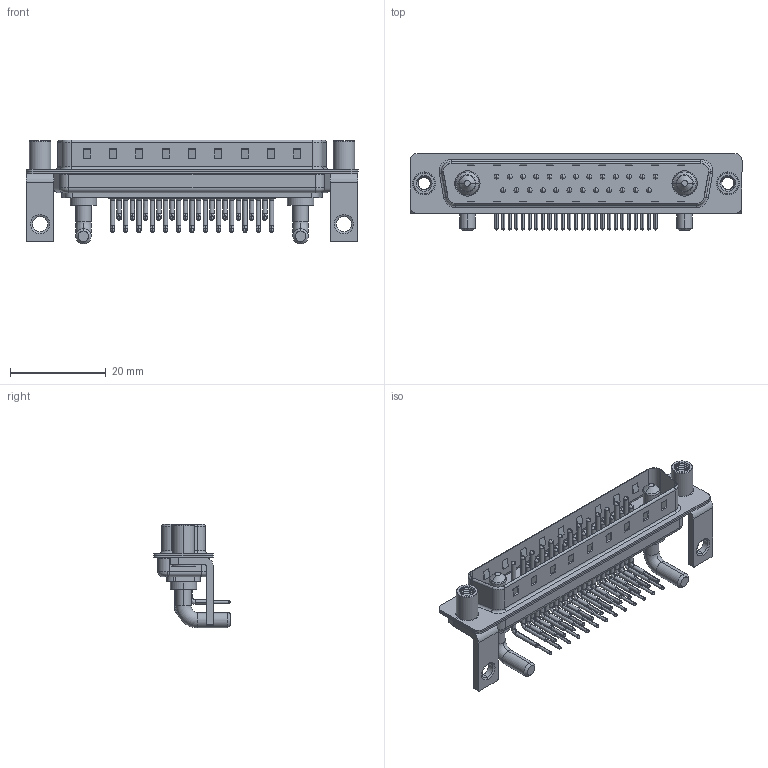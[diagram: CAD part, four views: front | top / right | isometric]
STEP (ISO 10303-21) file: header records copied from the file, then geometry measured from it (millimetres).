
FILE_DESCRIPTION (( 'STEP AP203' ), '1' );
FILE_NAME ('629-27W2640-3NE.STEP', '2022-05-16T18:25:41', ( '' ), ( '' ), 'SwSTEP 2.0', 'SolidWorks 2020', '' );
FILE_SCHEMA (( 'CONFIG_CONTROL_DESIGN' ));
Length unit declared in the file: millimetre
Products named in the file (9): 629Combo Shell Front_37 Contacts; 629-27W2640-3NE; Power Pin_30A RA; 629Combo Shell Rear_37 Contacts; 629Combo Stabilizer Bracket; 629Combo Contact Row 2; 629Combo Threaded Standoff_D; 629Combo Housing_27W2; 629Combo Contact Row 1
Assembly tree (34 placements, depth 2):
  629-27W2640-3NE
    629Combo Housing_27W2
    629Combo Shell Rear_37 Contacts
    629Combo Shell Front_37 Contacts
    629Combo Stabilizer Bracket  x2
    629Combo Threaded Standoff_D  x2
    Power Pin_30A RA  x2
    629Combo Contact Row 1  x13
    629Combo Contact Row 2  x12
Bounding box: 69.4 x 16.05 x 21.7 mm (x, y, z)
Volume: 4678 mm3; surface area: 11062.6 mm2
Topology: 36 solids, 36 shells, 3346 faces, 9287 edges, 6032 vertices
Faces by surface type: plane 1845, cylinder 1155, bspline 158, cone 130, torus 58
Entity records: 30947 total; most frequent: CARTESIAN_POINT 7222, DIRECTION 4789, ORIENTED_EDGE 4482, EDGE_CURVE 2241, AXIS2_PLACEMENT_3D 1741, VERTEX_POINT 1449, LINE 1307, VECTOR 1307
